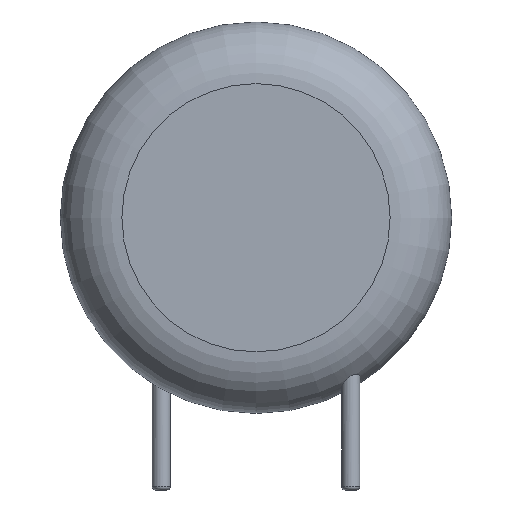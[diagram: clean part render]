
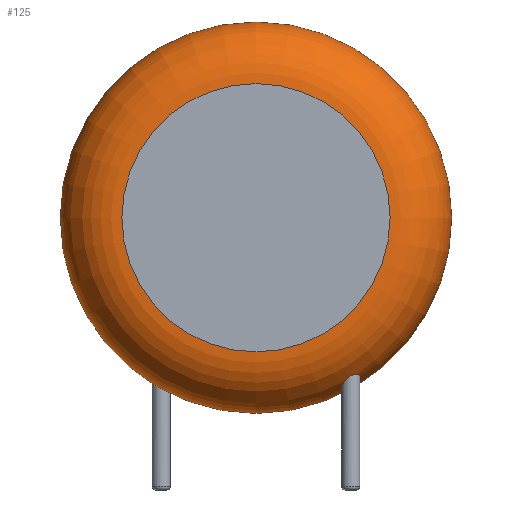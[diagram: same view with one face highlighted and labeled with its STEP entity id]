
A CAD part, front view. The second image highlights one B-rep face of the part: STEP entity #125.
In plain terms, the highlighted toroidal (fillet/blend) face has major radius 5.311 mm and minor radius 2.439 mm.
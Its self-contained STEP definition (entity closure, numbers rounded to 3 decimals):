
#24=VERTEX_POINT('',#25);
#25=CARTESIAN_POINT('',(11.5,-1.161,7.78));
#29=DIRECTION('',(0.,-1.,0.));
#30=ORIENTED_EDGE('',*,*,#31,.T.);
#31=EDGE_CURVE('',#24,#24,#32,.T.);
#32=CIRCLE('',#33,7.75);
#33=AXIS2_PLACEMENT_3D('',#34,#29,#35);
#34=CARTESIAN_POINT('',(3.75,-1.161,7.78));
#35=DIRECTION('',(1.,0.,0.));
#125=ADVANCED_FACE('',(#126,#142),#212,.T.);
#126=FACE_BOUND('',#127,.T.);
#127=EDGE_LOOP('',(#30,#128,#136,#141));
#128=ORIENTED_EDGE('',*,*,#129,.T.);
#129=EDGE_CURVE('',#24,#130,#132,.T.);
#130=VERTEX_POINT('',#131);
#131=CARTESIAN_POINT('',(9.061,-3.6,7.78));
#132=CIRCLE('',#133,2.439);
#133=AXIS2_PLACEMENT_3D('',#134,#135,#35);
#134=CARTESIAN_POINT('',(9.061,-1.161,7.78));
#135=DIRECTION('',(0.,0.,-1.));
#136=ORIENTED_EDGE('',*,*,#137,.F.);
#137=EDGE_CURVE('',#130,#130,#138,.T.);
#138=CIRCLE('',#139,5.311);
#139=AXIS2_PLACEMENT_3D('',#140,#29,#35);
#140=CARTESIAN_POINT('',(3.75,-3.6,7.78));
#141=ORIENTED_EDGE('',*,*,#129,.F.);
#142=FACE_BOUND('',#143,.T.);
#143=EDGE_LOOP('',(#144,#179));
#144=ORIENTED_EDGE('',*,*,#145,.T.);
#145=EDGE_CURVE('',#146,#148,#150,.T.);
#146=VERTEX_POINT('',#147);
#147=CARTESIAN_POINT('',(7.86,-2.2,1.485));
#148=VERTEX_POINT('',#149);
#149=CARTESIAN_POINT('',(7.154,-2.102,1.028));
#150=B_SPLINE_CURVE_WITH_KNOTS('',8,(#147,#151,#152,#153,#154,#155,#156,#157,#158,#159,#160,#161,#162,#163,#164,#165,#166,#167,#168,#169,#170,#171,#172,#173,#174,#175,#176,#177,#178,#149),.UNSPECIFIED.,.F.,.F.,(9,7,7,7,9),(0.,0.234,0.63,0.902,1.),.UNSPECIFIED.);
#151=CARTESIAN_POINT('',(7.86,-2.171,1.469));
#152=CARTESIAN_POINT('',(7.857,-2.142,1.452));
#153=CARTESIAN_POINT('',(7.852,-2.114,1.434));
#154=CARTESIAN_POINT('',(7.844,-2.086,1.415));
#155=CARTESIAN_POINT('',(7.834,-2.059,1.395));
#156=CARTESIAN_POINT('',(7.821,-2.033,1.375));
#157=CARTESIAN_POINT('',(7.806,-2.008,1.355));
#158=CARTESIAN_POINT('',(7.76,-1.946,1.3));
#159=CARTESIAN_POINT('',(7.725,-1.912,1.264));
#160=CARTESIAN_POINT('',(7.684,-1.882,1.229));
#161=CARTESIAN_POINT('',(7.638,-1.859,1.193));
#162=CARTESIAN_POINT('',(7.588,-1.843,1.159));
#163=CARTESIAN_POINT('',(7.536,-1.835,1.126));
#164=CARTESIAN_POINT('',(7.482,-1.837,1.097));
#165=CARTESIAN_POINT('',(7.394,-1.854,1.054));
#166=CARTESIAN_POINT('',(7.359,-1.865,1.039));
#167=CARTESIAN_POINT('',(7.325,-1.881,1.026));
#168=CARTESIAN_POINT('',(7.293,-1.9,1.016));
#169=CARTESIAN_POINT('',(7.264,-1.923,1.009));
#170=CARTESIAN_POINT('',(7.237,-1.949,1.005));
#171=CARTESIAN_POINT('',(7.215,-1.978,1.005));
#172=CARTESIAN_POINT('',(7.188,-2.019,1.009));
#173=CARTESIAN_POINT('',(7.182,-2.03,1.01));
#174=CARTESIAN_POINT('',(7.176,-2.042,1.012));
#175=CARTESIAN_POINT('',(7.171,-2.054,1.015));
#176=CARTESIAN_POINT('',(7.166,-2.066,1.017));
#177=CARTESIAN_POINT('',(7.161,-2.078,1.021));
#178=CARTESIAN_POINT('',(7.157,-2.09,1.024));
#179=ORIENTED_EDGE('',*,*,#180,.T.);
#180=EDGE_CURVE('',#148,#146,#181,.T.);
#181=B_SPLINE_CURVE_WITH_KNOTS('',7,(#149,#182,#183,#184,#185,#186,#187,#188,#189,#190,#191,#192,#193,#194,#195,#196,#197,#198,#199,#200,#201,#202,#203,#204,#205,#206,#207,#208,#209,#210,#211,#147),.UNSPECIFIED.,.F.,.F.,(8,6,6,6,6,8),(0.,0.329,0.523,0.688,0.859,1.),.UNSPECIFIED.);
#182=CARTESIAN_POINT('',(7.138,-2.158,1.047));
#183=CARTESIAN_POINT('',(7.133,-2.217,1.074));
#184=CARTESIAN_POINT('',(7.139,-2.274,1.108));
#185=CARTESIAN_POINT('',(7.155,-2.328,1.149));
#186=CARTESIAN_POINT('',(7.179,-2.378,1.193));
#187=CARTESIAN_POINT('',(7.212,-2.422,1.241));
#188=CARTESIAN_POINT('',(7.274,-2.482,1.317));
#189=CARTESIAN_POINT('',(7.3,-2.502,1.346));
#190=CARTESIAN_POINT('',(7.328,-2.519,1.374));
#191=CARTESIAN_POINT('',(7.357,-2.534,1.402));
#192=CARTESIAN_POINT('',(7.389,-2.545,1.43));
#193=CARTESIAN_POINT('',(7.423,-2.553,1.455));
#194=CARTESIAN_POINT('',(7.487,-2.561,1.499));
#195=CARTESIAN_POINT('',(7.517,-2.562,1.518));
#196=CARTESIAN_POINT('',(7.548,-2.559,1.535));
#197=CARTESIAN_POINT('',(7.579,-2.554,1.549));
#198=CARTESIAN_POINT('',(7.609,-2.545,1.561));
#199=CARTESIAN_POINT('',(7.638,-2.534,1.57));
#200=CARTESIAN_POINT('',(7.694,-2.505,1.582));
#201=CARTESIAN_POINT('',(7.721,-2.487,1.585));
#202=CARTESIAN_POINT('',(7.746,-2.467,1.586));
#203=CARTESIAN_POINT('',(7.768,-2.444,1.583));
#204=CARTESIAN_POINT('',(7.788,-2.419,1.578));
#205=CARTESIAN_POINT('',(7.805,-2.393,1.571));
#206=CARTESIAN_POINT('',(7.831,-2.344,1.554));
#207=CARTESIAN_POINT('',(7.841,-2.321,1.545));
#208=CARTESIAN_POINT('',(7.848,-2.297,1.535));
#209=CARTESIAN_POINT('',(7.854,-2.273,1.524));
#210=CARTESIAN_POINT('',(7.858,-2.249,1.512));
#211=CARTESIAN_POINT('',(7.86,-2.224,1.499));
#212=TOROIDAL_SURFACE('',#33,5.311,2.439);
